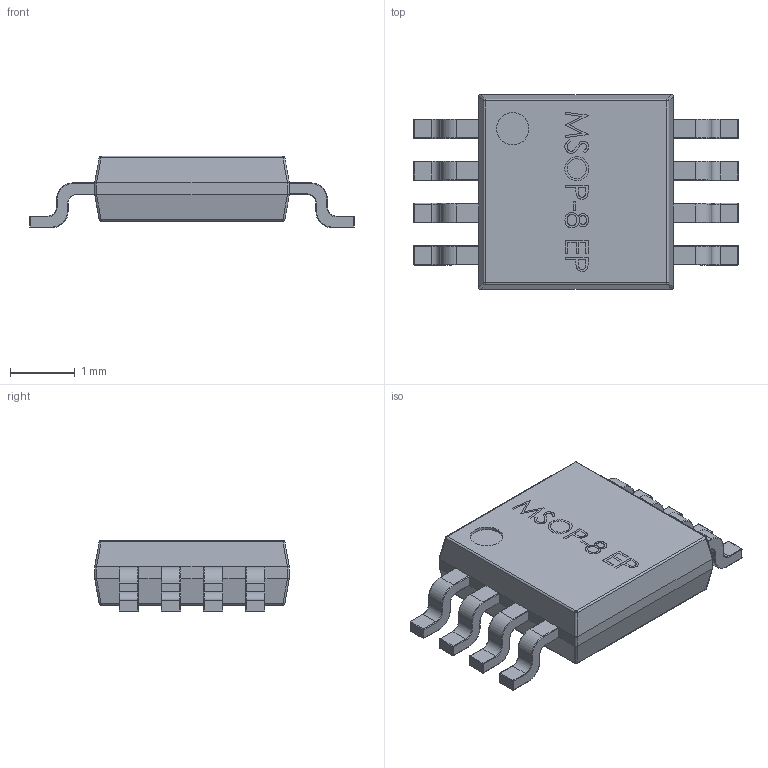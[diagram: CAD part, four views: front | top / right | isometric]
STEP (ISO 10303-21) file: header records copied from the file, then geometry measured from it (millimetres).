
FILE_DESCRIPTION(('FreeCAD Model'),'2;1');
FILE_NAME('User Library-EMSOP-8 Natl Semi MUY08A.step','2017-02-23T12:43:14',('kicad StepUp'),('ksu MCAD'), 'Open CASCADE STEP processor 6.8','FreeCAD','Unknown');
FILE_SCHEMA(('AUTOMOTIVE_DESIGN_CC2 { 1 2 10303 214 -1 1 5 4 }'));
Length unit declared in the file: millimetre
Products named in the file (1): User_Library-EMSOP-8_Natl_Semi_MUY08A
Bounding box: 5 x 3 x 1.1 mm (x, y, z)
Volume: 9.2 mm3; surface area: 38.4 mm2
Topology: 1 solids, 1 shells, 512 faces, 1251 edges, 716 vertices
Faces by surface type: cylinder 188, plane 168, torus 64, bspline 52, sphere 40
Entity records: 21067 total; most frequent: CARTESIAN_POINT 5890, DIRECTION 2423, ORIENTED_EDGE 2422, EDGE_CURVE 1211, AXIS2_PLACEMENT_3D 885, VERTEX_POINT 716, LINE 653, VECTOR 653
